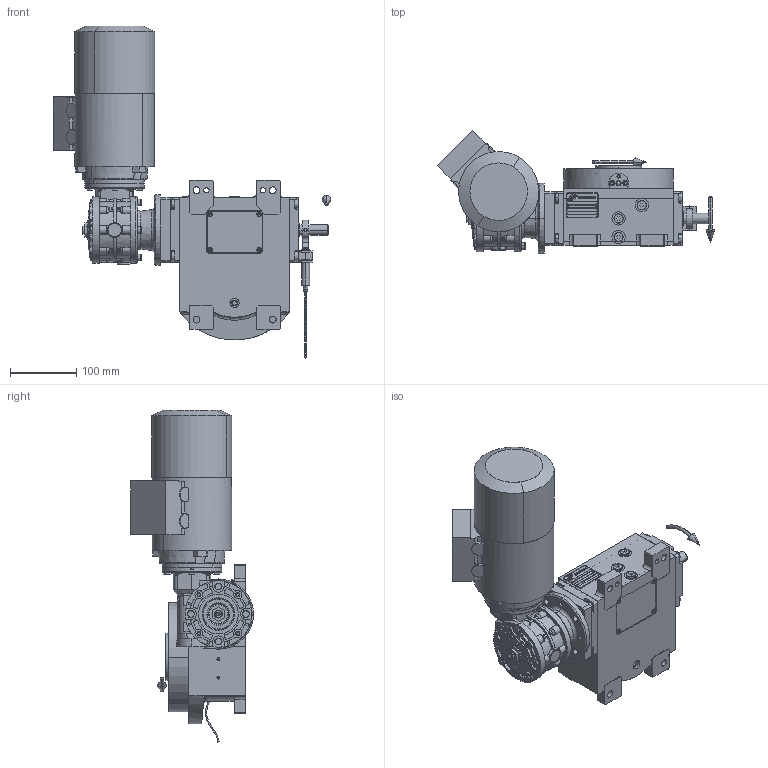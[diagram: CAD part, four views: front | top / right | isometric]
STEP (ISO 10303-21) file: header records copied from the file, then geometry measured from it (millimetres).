
FILE_DESCRIPTION (( 'STEP AP203' ), '1' );
FILE_NAME ('PC5201801.step', '2026-02-03T13:11:25', ( '' ), ( '' ), 'SwSTEP 2.0', 'SolidWorks 2020', '' );
FILE_SCHEMA (( 'CONFIG_CONTROL_DESIGN' ));
Length unit declared in the file: millimetre
Products named in the file (81): 900_38_30_003; RIG06_021_AF0.stp; cfn2128_04_011; cfn2000_01_147; cfn2003_01_063; cfn2010_01_015.prt; AS_rig04_071_8_m; CFN2203_02_001.stp; AS_rig04_004; rig04_003_8; AS_rig04_004_s_001; CFN2104_02_017.stp; CFN2000_01_185.stp; BM63B14; AS_rig04_015; rig04_004; rig04_015; cfn2000_01_161; cfn2151_01_092; AS_900_38_11_019; cfn2155_01_055; rig04_001_a; rig04_004_s_001; RMI40_F1_LCB_DX_63B14; freccia_angolare; CFN2356_03_051.stp; cfn2000_01_129; cfn2151_01_087; PC5201801; cfn2476_01_001_48x38; AS_900_38_30_003; rig04_007_master; cfn2107_01_001; CFN2223_01-390X6-B.stp; rig04_002_bl_004; AS_cfn2476_01_001_48x38; cfn2115_02_213; cfn2073_01_011; AS_rig04_002_bl_004; 900_38_11_019 ...
Assembly tree (75 placements, depth 5):
  CFN2203_02_001.stp
  cfn2151_01_092
  CFN2356_03_051.stp
  cfn2151_01_087
  PC5201801
    rig04_001_a
    AS_cfn2476_01_001_48x38
      cfn2476_01_001_48x38
      cfn2107_01_001
      cfn2107_01_001
    AS_rig04_071_8_m
      rig04_071_8_m.stp
        RIG04_005_ASM.stp
          RIG04_005_AF0.stp
          RIG06_021_AF0.stp
          CFN2000_01_185.stp
          CFN2000_01_185.stp
          CFN2104_02_017.stp
        CFN2155_01_007.stp
        CFN2010_02_002.stp
      rig04_003_8
      cfn2000_01_147
      cfn2000_01_147
      cfn2000_01_147
      cfn2000_01_147
      cfn2000_01_147
      cfn2000_01_147
      cfn2000_01_147
      cfn2000_01_147
      cfn2104_01_016  x2
    cfn2073_01_011
    AS_rig04_004_s_002
      rig04_004_s_002
      cfn2155_01_038
      cfn2070_05_001
      cfn2000_01_129
      cfn2000_01_129  x2
      cfn2000_01_129
    AS_rig04_004
      rig04_004
      cfn2155_01_055
      cfn2070_05_001
      cfn2000_01_129  x2
      cfn2000_01_129
      cfn2000_01_129
    AS_rig04_002_bl_004
      rig04_002_bl_004
      cfn2115_02_182
    AS_rig04_004_s_001
      rig04_004_s_001
      cfn2000_01_129
      cfn2000_01_129
      cfn2000_01_129  x2
    cfn2128_04_011
    cfn2128_04_011
    cfn2128_04_011
    cfn2128_05_006
    AS_rig04_015
      rig04_015
      cfn2003_01_063
Bounding box: 418.63 x 185.63 x 501.06 mm (x, y, z)
Volume: 4699344.8 mm3; surface area: 715143.9 mm2
Topology: 78 solids, 80 shells, 3594 faces, 8992 edges, 5767 vertices
Faces by surface type: plane 1698, cylinder 1206, cone 517, torus 147, bspline 20, sphere 6
Entity records: 122733 total; most frequent: CARTESIAN_POINT 30108, DIRECTION 17896, ORIENTED_EDGE 17274, EDGE_CURVE 8639, AXIS2_PLACEMENT_3D 6514, VERTEX_POINT 5598, LINE 4868, VECTOR 4868
